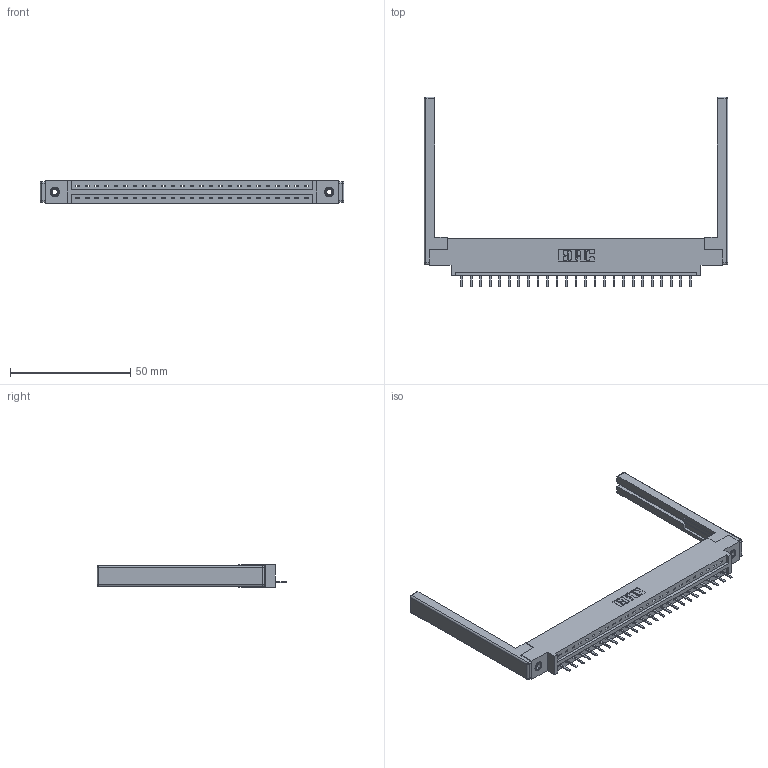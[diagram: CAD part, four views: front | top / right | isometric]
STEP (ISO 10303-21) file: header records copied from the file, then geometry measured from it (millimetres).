
FILE_DESCRIPTION (( 'STEP AP203' ), '1' );
FILE_NAME ('387-025-520-668.STEP', '2019-10-03T11:18:36', ( '' ), ( '' ), 'SwSTEP 2.0', 'SolidWorks 2016', '' );
FILE_SCHEMA (( 'CONFIG_CONTROL_DESIGN' ));
Length unit declared in the file: inch
Products named in the file (5): 307-220-068; 387-025-520-668; 345-292-001_345-293-120; 345-250-001_345-250-001-102; 337 Part_0.170 Offset - 0.156 Dia-TI
Assembly tree (30 placements, depth 2):
  387-025-520-668
    337 Part_0.170 Offset - 0.156 Dia-TI
    345-292-001_345-293-120  x25
    345-250-001_345-250-001-102  x2
    307-220-068  x2
Bounding box: 126.49 x 79.08 x 9.4 mm (x, y, z)
Volume: 17135.8 mm3; surface area: 17005.5 mm2
Topology: 30 solids, 30 shells, 1922 faces, 5613 edges, 3654 vertices
Faces by surface type: plane 1362, cylinder 536, cone 12, sphere 8, torus 4
Entity records: 23788 total; most frequent: CARTESIAN_POINT 4110, ORIENTED_EDGE 4048, DIRECTION 3556, EDGE_CURVE 2024, VECTOR 1842, LINE 1842, VERTEX_POINT 1338, AXIS2_PLACEMENT_3D 857
